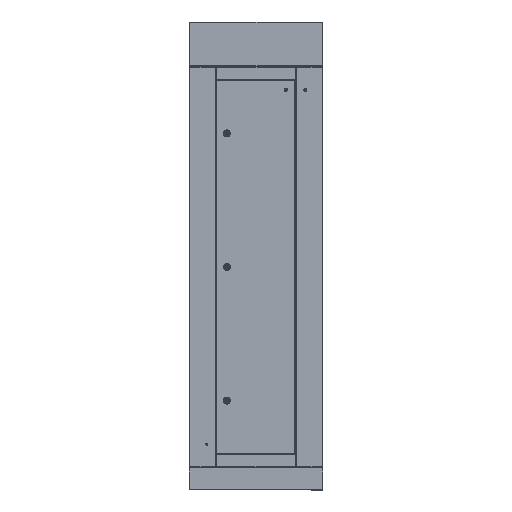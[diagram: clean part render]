
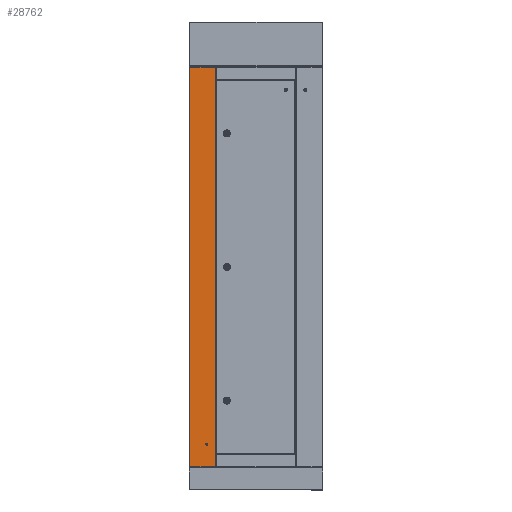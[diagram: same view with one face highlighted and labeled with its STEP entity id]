
A CAD part, top view. The second image highlights one B-rep face of the part: STEP entity #28762.
In plain terms, the highlighted face is planar.
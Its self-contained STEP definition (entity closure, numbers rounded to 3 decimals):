
#163 = AXIS2_PLACEMENT_3D ( 'NONE', #1227, #31661, #6736 ) ;
#909 = ORIENTED_EDGE ( 'NONE', *, *, #13462, .F. ) ;
#1227 = CARTESIAN_POINT ( 'NONE',  ( 0., 0., -1.5 ) ) ;
#1953 = CARTESIAN_POINT ( 'NONE',  ( -1795., 0., -1.5 ) ) ;
#6736 = DIRECTION ( 'NONE',  ( 1., 0., 0. ) ) ;
#7375 = VECTOR ( 'NONE', #31831, 1000. ) ;
#8418 = VECTOR ( 'NONE', #14736, 1000. ) ;
#9906 = VERTEX_POINT ( 'NONE', #17890 ) ;
#10566 = CARTESIAN_POINT ( 'NONE',  ( 0., 2.5, -1.5 ) ) ;
#11155 = CARTESIAN_POINT ( 'NONE',  ( 0., 2.5, -1.5 ) ) ;
#11309 = LINE ( 'NONE', #11155, #22867 ) ;
#11656 = LINE ( 'NONE', #24097, #7375 ) ;
#12968 = EDGE_CURVE ( 'NONE', #17806, #22766, #11309, .T. ) ;
#13326 = EDGE_LOOP ( 'NONE', ( #23392, #909, #15743, #22636 ) ) ;
#13462 = EDGE_CURVE ( 'NONE', #9906, #22766, #19271, .T. ) ;
#13610 = PLANE ( 'NONE',  #163 ) ;
#14090 = FACE_OUTER_BOUND ( 'NONE', #13326, .T. ) ;
#14736 = DIRECTION ( 'NONE',  ( 0., 1., 0. ) ) ;
#15540 = CARTESIAN_POINT ( 'NONE',  ( -1795., 2.5, -1.5 ) ) ;
#15743 = ORIENTED_EDGE ( 'NONE', *, *, #19622, .T. ) ;
#16019 = DIRECTION ( 'NONE',  ( -1., 0., 0. ) ) ;
#17806 = VERTEX_POINT ( 'NONE', #10566 ) ;
#17890 = CARTESIAN_POINT ( 'NONE',  ( -1795., 117.5, -1.5 ) ) ;
#19271 = LINE ( 'NONE', #1953, #29045 ) ;
#19508 = CARTESIAN_POINT ( 'NONE',  ( 0., 0., -1.5 ) ) ;
#19552 = EDGE_CURVE ( 'NONE', #17806, #20636, #26698, .T. ) ;
#19622 = EDGE_CURVE ( 'NONE', #9906, #20636, #11656, .T. ) ;
#20636 = VERTEX_POINT ( 'NONE', #25212 ) ;
#22636 = ORIENTED_EDGE ( 'NONE', *, *, #19552, .F. ) ;
#22766 = VERTEX_POINT ( 'NONE', #15540 ) ;
#22867 = VECTOR ( 'NONE', #16019, 1000. ) ;
#23392 = ORIENTED_EDGE ( 'NONE', *, *, #12968, .T. ) ;
#24097 = CARTESIAN_POINT ( 'NONE',  ( -1795., 117.5, -1.5 ) ) ;
#25212 = CARTESIAN_POINT ( 'NONE',  ( 0., 117.5, -1.5 ) ) ;
#26698 = LINE ( 'NONE', #19508, #8418 ) ;
#28762 = ADVANCED_FACE ( 'NONE', ( #14090 ), #13610, .F. ) ;
#29045 = VECTOR ( 'NONE', #29596, 1000. ) ;
#29596 = DIRECTION ( 'NONE',  ( 0., -1., 0. ) ) ;
#31661 = DIRECTION ( 'NONE',  ( 0., 0., 1. ) ) ;
#31831 = DIRECTION ( 'NONE',  ( 1., 0., 0. ) ) ;
